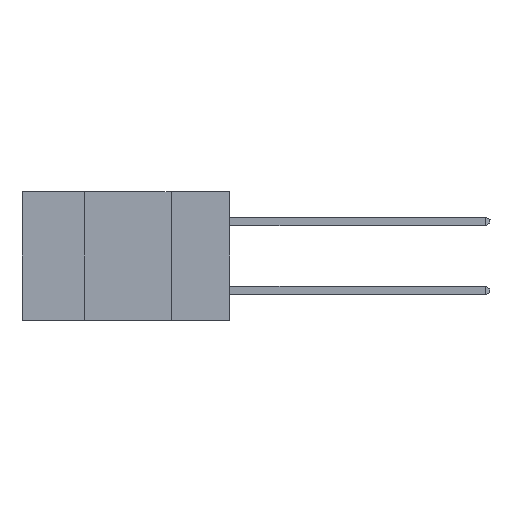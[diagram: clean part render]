
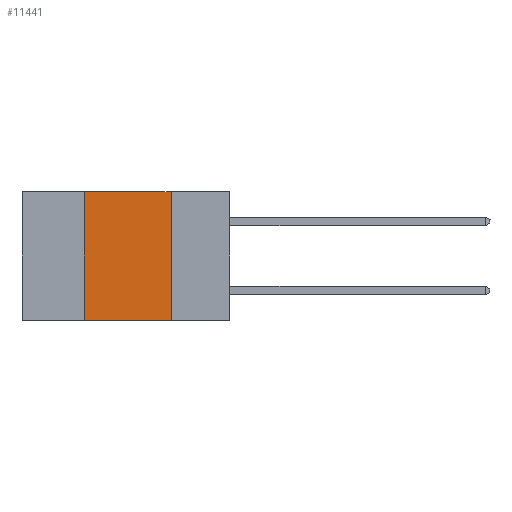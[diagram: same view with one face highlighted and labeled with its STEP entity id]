
A CAD part, left-side view. The second image highlights one B-rep face of the part: STEP entity #11441.
In plain terms, the highlighted planar face has unit normal (-1, 0, 0).
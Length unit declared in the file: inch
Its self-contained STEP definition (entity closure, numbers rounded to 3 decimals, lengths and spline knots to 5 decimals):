
#500 = ORIENTED_EDGE ( 'NONE', *, *, #3022, .F. ) ;
#866 = VECTOR ( 'NONE', #9063, 39.37008 ) ;
#1178 = DIRECTION ( 'NONE',  ( 0., 0., 1. ) ) ;
#1313 = CARTESIAN_POINT ( 'NONE',  ( 0., 0.17, 0. ) ) ;
#1745 = VECTOR ( 'NONE', #10159, 39.37008 ) ;
#2007 = PLANE ( 'NONE',  #10232 ) ;
#2397 = LINE ( 'NONE', #9426, #1745 ) ;
#2604 = VERTEX_POINT ( 'NONE', #1313 ) ;
#2695 = ORIENTED_EDGE ( 'NONE', *, *, #7588, .T. ) ;
#3022 = EDGE_CURVE ( 'NONE', #2604, #6926, #2397, .T. ) ;
#3593 = CARTESIAN_POINT ( 'NONE',  ( 0., 0.42, 0. ) ) ;
#3807 = CARTESIAN_POINT ( 'NONE',  ( 0., 0.6, 0. ) ) ;
#3972 = ORIENTED_EDGE ( 'NONE', *, *, #5433, .F. ) ;
#4693 = EDGE_LOOP ( 'NONE', ( #500, #7202, #3972, #2695 ) ) ;
#4872 = VECTOR ( 'NONE', #9199, 39.37008 ) ;
#4954 = LINE ( 'NONE', #8947, #866 ) ;
#5208 = EDGE_CURVE ( 'NONE', #10694, #2604, #4954, .T. ) ;
#5356 = CARTESIAN_POINT ( 'NONE',  ( 0., 0.42, -0.37 ) ) ;
#5433 = EDGE_CURVE ( 'NONE', #8000, #10694, #11240, .T. ) ;
#5676 = CARTESIAN_POINT ( 'NONE',  ( 0., 0.42, -0.37 ) ) ;
#6913 = DIRECTION ( 'NONE',  ( 0., 0., -1. ) ) ;
#6926 = VERTEX_POINT ( 'NONE', #12866 ) ;
#7202 = ORIENTED_EDGE ( 'NONE', *, *, #5208, .F. ) ;
#7588 = EDGE_CURVE ( 'NONE', #8000, #6926, #8180, .T. ) ;
#7860 = VECTOR ( 'NONE', #1178, 39.37008 ) ;
#8000 = VERTEX_POINT ( 'NONE', #5676 ) ;
#8180 = LINE ( 'NONE', #11206, #4872 ) ;
#8842 = FACE_OUTER_BOUND ( 'NONE', #4693, .T. ) ;
#8947 = CARTESIAN_POINT ( 'NONE',  ( 0., 0.6, 0. ) ) ;
#9063 = DIRECTION ( 'NONE',  ( 0., -1., 0. ) ) ;
#9199 = DIRECTION ( 'NONE',  ( 0., -1., 0. ) ) ;
#9426 = CARTESIAN_POINT ( 'NONE',  ( 0., 0.17, -0.37 ) ) ;
#10159 = DIRECTION ( 'NONE',  ( 0., 0., -1. ) ) ;
#10232 = AXIS2_PLACEMENT_3D ( 'NONE', #3807, #10915, #6913 ) ;
#10694 = VERTEX_POINT ( 'NONE', #3593 ) ;
#10915 = DIRECTION ( 'NONE',  ( 1., 0., 0. ) ) ;
#11206 = CARTESIAN_POINT ( 'NONE',  ( 0., 0.6, -0.37 ) ) ;
#11240 = LINE ( 'NONE', #5356, #7860 ) ;
#11441 = ADVANCED_FACE ( 'NONE', ( #8842 ), #2007, .F. ) ;
#12866 = CARTESIAN_POINT ( 'NONE',  ( 0., 0.17, -0.37 ) ) ;
